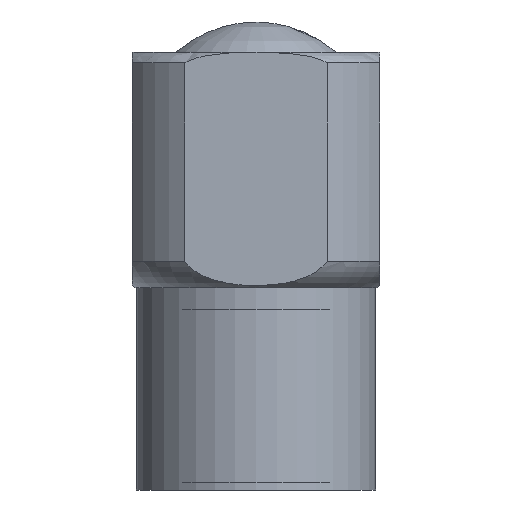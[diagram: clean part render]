
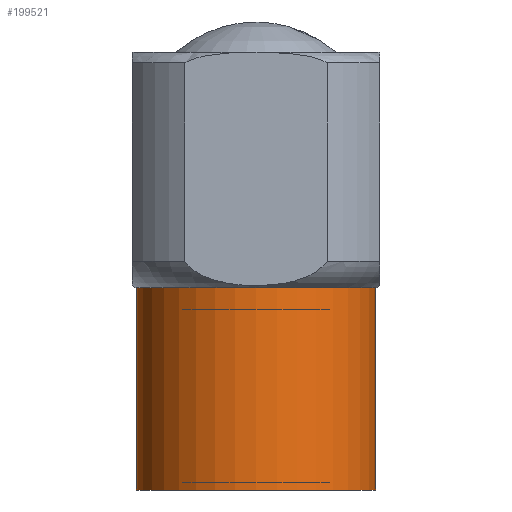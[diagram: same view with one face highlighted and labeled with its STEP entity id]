
A CAD part, front view. The second image highlights one B-rep face of the part: STEP entity #199521.
In plain terms, the highlighted cylindrical face has radius 3.15 mm (diameter 6.3 mm), a full revolution.
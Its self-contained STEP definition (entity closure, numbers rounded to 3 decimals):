
#29694=CYLINDRICAL_SURFACE('',#208248,3.15);
#42693=ORIENTED_EDGE('',*,*,#78607,.T.);
#42694=ORIENTED_EDGE('',*,*,#78608,.T.);
#78607=EDGE_CURVE('',#96776,#96776,#105020,.T.);
#78608=EDGE_CURVE('',#96777,#96777,#105021,.T.);
#96776=VERTEX_POINT('',#314222);
#96777=VERTEX_POINT('',#314225);
#105020=CIRCLE('',#208247,3.15);
#105021=CIRCLE('',#208249,3.15);
#108521=EDGE_LOOP('',(#42693));
#108522=EDGE_LOOP('',(#42694));
#118876=FACE_BOUND('',#108521,.T.);
#118877=FACE_BOUND('',#108522,.T.);
#199521=ADVANCED_FACE('',(#118876,#118877),#29694,.T.);
#208247=AXIS2_PLACEMENT_3D('',#314221,#214259,#214260);
#208248=AXIS2_PLACEMENT_3D('',#314223,#214261,#214262);
#208249=AXIS2_PLACEMENT_3D('',#314224,#214263,#214264);
#214259=DIRECTION('',(0.,0.,1.));
#214260=DIRECTION('',(1.,0.,0.));
#214261=DIRECTION('',(0.,0.,1.));
#214262=DIRECTION('',(0.,-1.,0.));
#214263=DIRECTION('',(0.,0.,-1.));
#214264=DIRECTION('',(0.,1.,0.));
#314221=CARTESIAN_POINT('',(0.,-72.95,-8.405));
#314222=CARTESIAN_POINT('',(3.15,-72.95,-8.405));
#314223=CARTESIAN_POINT('',(0.,-72.95,-8.405));
#314224=CARTESIAN_POINT('',(0.,-72.95,-3.095));
#314225=CARTESIAN_POINT('',(0.,-69.8,-3.095));
